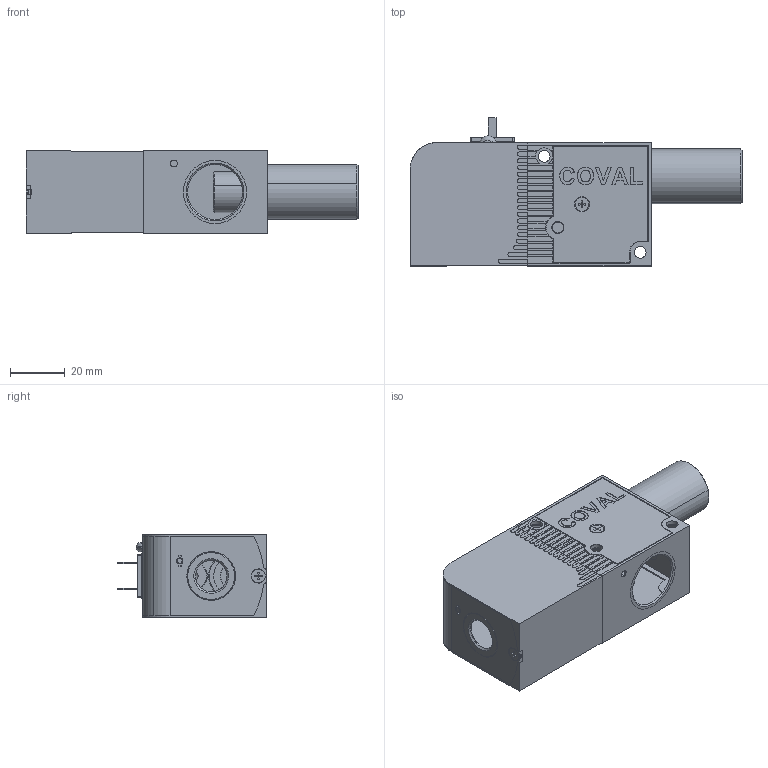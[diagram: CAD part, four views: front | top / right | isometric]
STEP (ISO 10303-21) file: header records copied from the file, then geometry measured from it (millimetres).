
FILE_DESCRIPTION(('STEP AP214'),'1');
FILE_NAME('COVAL_GVPS15N14E1.stp','2017-12-27T18:48:05',('TraceParts'),('TraceParts S.A.'),'Spatial InterOp 3D',' ',' ');
FILE_SCHEMA(('automotive_design'));
Length unit declared in the file: millimetre
Products named in the file (3): COVAL_GVPS15N14E1_1; COVAL_GVPS15N14E1_2; COVAL_GVPS15N14E1_3
Bounding box: 121 x 54 x 30 mm (x, y, z)
Volume: 34867.9 mm3; surface area: 47074.7 mm2
Topology: 41 solids, 45 shells, 2016 faces, 5105 edges, 3204 vertices
Faces by surface type: plane 894, cylinder 493, cone 204, bspline 175, sphere 142, torus 108
Entity records: 92599 total; most frequent: CARTESIAN_POINT 29023, ORIENTED_EDGE 10174, DIRECTION 9363, EDGE_CURVE 5087, AXIS2_PLACEMENT_3D 3334, VERTEX_POINT 3204, LINE 2695, VECTOR 2695
